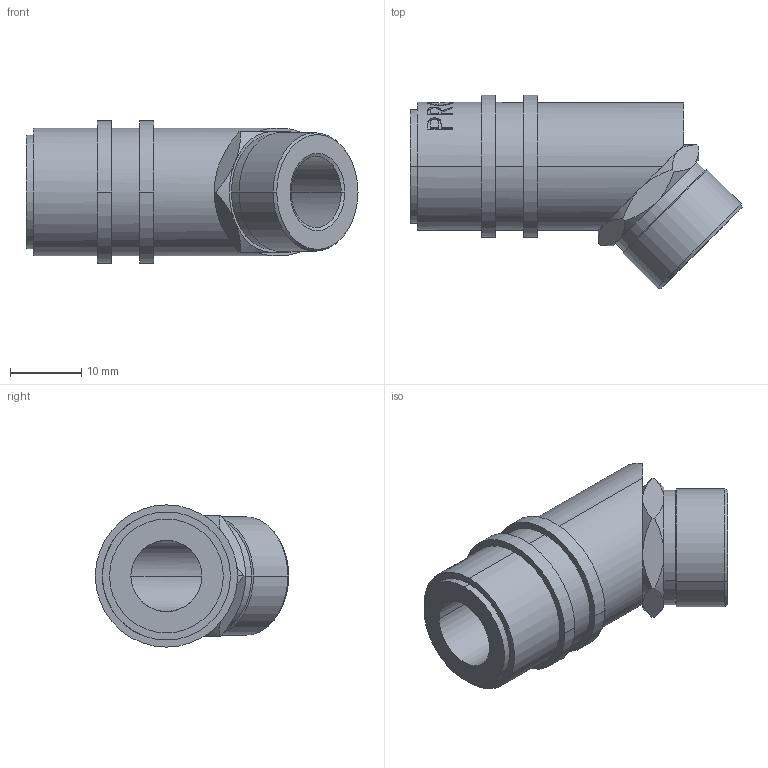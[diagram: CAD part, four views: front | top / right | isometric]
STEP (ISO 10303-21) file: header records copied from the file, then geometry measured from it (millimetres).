
FILE_DESCRIPTION (( 'STEP AP203' ), '1' );
FILE_NAME ('5bf8.STEP', '2022-07-27T14:14:56', ( '' ), ( '' ), 'SwSTEP 2.0', 'SolidWorks 2019', '' );
FILE_SCHEMA (( 'CONFIG_CONTROL_DESIGN' ));
Length unit declared in the file: millimetre
Products named in the file (1): 5bf8
Bounding box: 46.69 x 27.19 x 20 mm (x, y, z)
Volume: 8103.1 mm3; surface area: 5201.4 mm2
Topology: 3 solids, 3 shells, 142 faces, 346 edges, 221 vertices
Faces by surface type: plane 51, bspline 42, cylinder 29, cone 20
Entity records: 9074 total; most frequent: CARTESIAN_POINT 6035, ORIENTED_EDGE 692, DIRECTION 476, EDGE_CURVE 346, VERTEX_POINT 221, AXIS2_PLACEMENT_3D 197, B_SPLINE_CURVE_WITH_KNOTS 160, EDGE_LOOP 159
